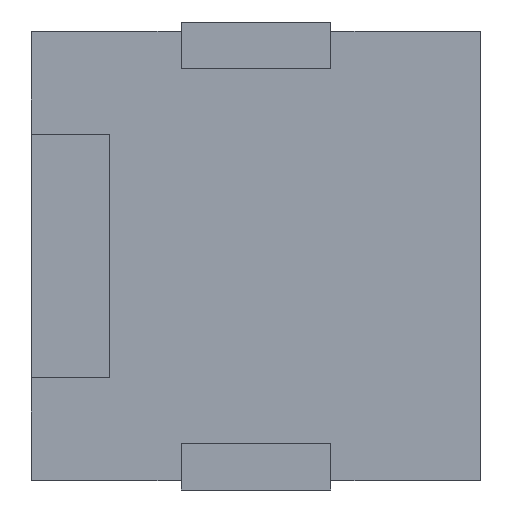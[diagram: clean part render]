
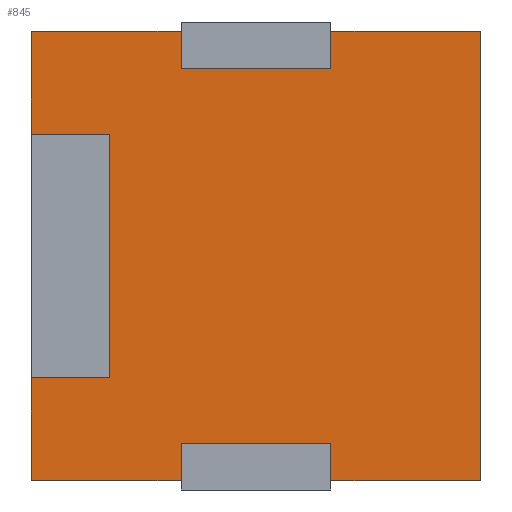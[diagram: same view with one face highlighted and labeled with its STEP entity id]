
A CAD part, front view. The second image highlights one B-rep face of the part: STEP entity #845.
In plain terms, the highlighted planar face has unit normal (0, -1, 0).
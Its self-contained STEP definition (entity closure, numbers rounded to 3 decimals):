
#2=DIRECTION('',(1.,0.,0.));
#3=VECTOR('',#2,2.1);
#4=CARTESIAN_POINT('',(-6.,0.,-3.25));
#5=LINE('',#4,#3);
#6=DIRECTION('',(0.,0.,1.));
#7=VECTOR('',#6,6.5);
#8=CARTESIAN_POINT('',(-3.9,0.,-3.25));
#9=LINE('',#8,#7);
#10=DIRECTION('',(1.,0.,0.));
#11=VECTOR('',#10,2.1);
#12=CARTESIAN_POINT('',(-6.,0.,3.25));
#13=LINE('',#12,#11);
#14=DIRECTION('',(0.,0.,1.));
#15=VECTOR('',#14,2.75);
#16=CARTESIAN_POINT('',(-6.,0.,3.25));
#17=LINE('',#16,#15);
#18=DIRECTION('',(1.,0.,0.));
#19=VECTOR('',#18,4.);
#20=CARTESIAN_POINT('',(-6.,0.,6.));
#21=LINE('',#20,#19);
#22=DIRECTION('',(1.,0.,0.));
#23=VECTOR('',#22,4.);
#24=CARTESIAN_POINT('',(-2.,0.,5.));
#25=LINE('',#24,#23);
#26=DIRECTION('',(1.,0.,0.));
#27=VECTOR('',#26,4.);
#28=CARTESIAN_POINT('',(2.,0.,6.));
#29=LINE('',#28,#27);
#30=DIRECTION('',(0.,0.,-1.));
#31=VECTOR('',#30,12.);
#32=CARTESIAN_POINT('',(6.,0.,6.));
#33=LINE('',#32,#31);
#34=DIRECTION('',(-1.,0.,0.));
#35=VECTOR('',#34,4.);
#36=CARTESIAN_POINT('',(6.,0.,-6.));
#37=LINE('',#36,#35);
#38=DIRECTION('',(-1.,0.,0.));
#39=VECTOR('',#38,4.);
#40=CARTESIAN_POINT('',(2.,0.,-5.));
#41=LINE('',#40,#39);
#42=DIRECTION('',(-1.,0.,0.));
#43=VECTOR('',#42,4.);
#44=CARTESIAN_POINT('',(-2.,0.,-6.));
#45=LINE('',#44,#43);
#46=DIRECTION('',(0.,0.,1.));
#47=VECTOR('',#46,2.75);
#48=CARTESIAN_POINT('',(-6.,0.,-6.));
#49=LINE('',#48,#47);
#392=DIRECTION('',(0.,0.,-1.));
#393=VECTOR('',#392,1.);
#394=CARTESIAN_POINT('',(2.,0.,6.));
#395=LINE('',#394,#393);
#416=DIRECTION('',(0.,0.,1.));
#417=VECTOR('',#416,1.);
#418=CARTESIAN_POINT('',(-2.,0.,5.));
#419=LINE('',#418,#417);
#436=DIRECTION('',(0.,0.,1.));
#437=VECTOR('',#436,1.);
#438=CARTESIAN_POINT('',(-2.,0.,-6.));
#439=LINE('',#438,#437);
#460=DIRECTION('',(0.,0.,-1.));
#461=VECTOR('',#460,1.);
#462=CARTESIAN_POINT('',(2.,0.,-5.));
#463=LINE('',#462,#461);
#606=CARTESIAN_POINT('',(6.,0.,6.));
#607=CARTESIAN_POINT('',(6.,0.,-6.));
#608=VERTEX_POINT('',#606);
#609=VERTEX_POINT('',#607);
#618=CARTESIAN_POINT('',(-6.,0.,-6.));
#619=VERTEX_POINT('',#618);
#620=CARTESIAN_POINT('',(-6.,0.,6.));
#621=VERTEX_POINT('',#620);
#710=CARTESIAN_POINT('',(2.,0.,-6.));
#711=VERTEX_POINT('',#710);
#712=CARTESIAN_POINT('',(-2.,0.,-6.));
#713=VERTEX_POINT('',#712);
#714=CARTESIAN_POINT('',(-2.,0.,6.));
#715=VERTEX_POINT('',#714);
#716=CARTESIAN_POINT('',(2.,0.,6.));
#717=VERTEX_POINT('',#716);
#726=CARTESIAN_POINT('',(-2.,0.,5.));
#727=CARTESIAN_POINT('',(2.,0.,5.));
#728=VERTEX_POINT('',#726);
#729=VERTEX_POINT('',#727);
#730=CARTESIAN_POINT('',(2.,0.,-5.));
#731=CARTESIAN_POINT('',(-2.,0.,-5.));
#732=VERTEX_POINT('',#730);
#733=VERTEX_POINT('',#731);
#794=CARTESIAN_POINT('',(-6.,0.,-3.25));
#795=CARTESIAN_POINT('',(-3.9,0.,-3.25));
#796=VERTEX_POINT('',#794);
#797=VERTEX_POINT('',#795);
#798=CARTESIAN_POINT('',(-3.9,0.,3.25));
#799=VERTEX_POINT('',#798);
#800=CARTESIAN_POINT('',(-6.,0.,3.25));
#801=VERTEX_POINT('',#800);
#806=CARTESIAN_POINT('',(0.,0.,0.));
#807=DIRECTION('',(0.,1.,0.));
#808=DIRECTION('',(0.,0.,1.));
#809=AXIS2_PLACEMENT_3D('',#806,#807,#808);
#810=PLANE('',#809);
#812=ORIENTED_EDGE('',*,*,#811,.T.);
#814=ORIENTED_EDGE('',*,*,#813,.T.);
#816=ORIENTED_EDGE('',*,*,#815,.F.);
#818=ORIENTED_EDGE('',*,*,#817,.T.);
#820=ORIENTED_EDGE('',*,*,#819,.T.);
#822=ORIENTED_EDGE('',*,*,#821,.F.);
#824=ORIENTED_EDGE('',*,*,#823,.T.);
#826=ORIENTED_EDGE('',*,*,#825,.F.);
#828=ORIENTED_EDGE('',*,*,#827,.T.);
#830=ORIENTED_EDGE('',*,*,#829,.T.);
#832=ORIENTED_EDGE('',*,*,#831,.T.);
#834=ORIENTED_EDGE('',*,*,#833,.F.);
#836=ORIENTED_EDGE('',*,*,#835,.T.);
#838=ORIENTED_EDGE('',*,*,#837,.F.);
#840=ORIENTED_EDGE('',*,*,#839,.T.);
#842=ORIENTED_EDGE('',*,*,#841,.T.);
#843=EDGE_LOOP('',(#812,#814,#816,#818,#820,#822,#824,#826,#828,#830,#832,#834,
#836,#838,#840,#842));
#844=FACE_OUTER_BOUND('',#843,.F.);
#845=ADVANCED_FACE('',(#844),#810,.F.);
#811=EDGE_CURVE('',#796,#797,#5,.T.);
#813=EDGE_CURVE('',#797,#799,#9,.T.);
#815=EDGE_CURVE('',#801,#799,#13,.T.);
#817=EDGE_CURVE('',#801,#621,#17,.T.);
#819=EDGE_CURVE('',#621,#715,#21,.T.);
#821=EDGE_CURVE('',#728,#715,#419,.T.);
#823=EDGE_CURVE('',#728,#729,#25,.T.);
#825=EDGE_CURVE('',#717,#729,#395,.T.);
#827=EDGE_CURVE('',#717,#608,#29,.T.);
#829=EDGE_CURVE('',#608,#609,#33,.T.);
#831=EDGE_CURVE('',#609,#711,#37,.T.);
#833=EDGE_CURVE('',#732,#711,#463,.T.);
#835=EDGE_CURVE('',#732,#733,#41,.T.);
#837=EDGE_CURVE('',#713,#733,#439,.T.);
#839=EDGE_CURVE('',#713,#619,#45,.T.);
#841=EDGE_CURVE('',#619,#796,#49,.T.);
